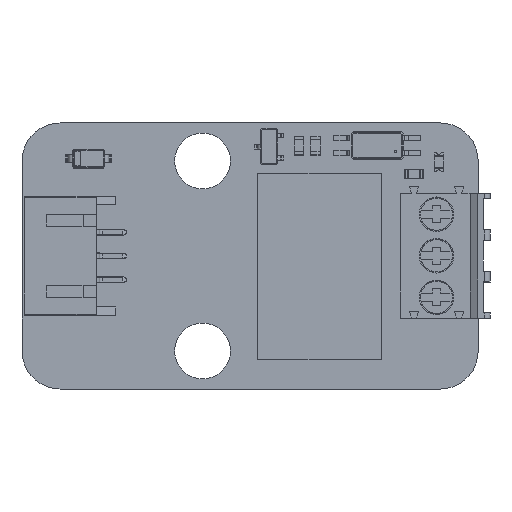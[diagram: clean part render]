
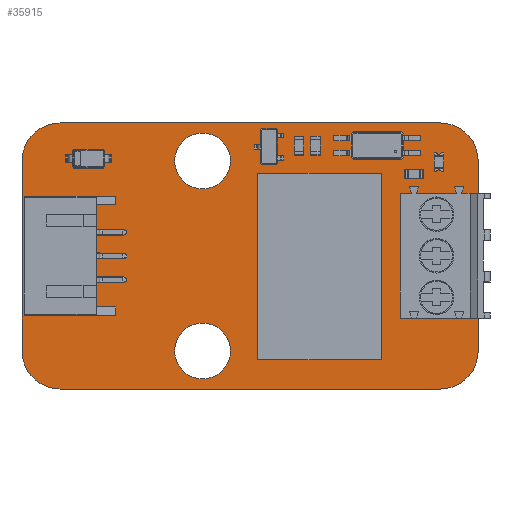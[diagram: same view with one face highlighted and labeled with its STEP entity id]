
A CAD part, top view. The second image highlights one B-rep face of the part: STEP entity #35915.
In plain terms, the highlighted planar face has unit normal (0, 0, 1).
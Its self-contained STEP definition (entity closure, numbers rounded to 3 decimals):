
#35645 = VERTEX_POINT('',#35646);
#35646 = CARTESIAN_POINT('',(84.2,125.5,1.6));
#35652 = EDGE_CURVE('',#35645,#35653,#35655,.T.);
#35653 = VERTEX_POINT('',#35654);
#35654 = CARTESIAN_POINT('',(87.4,122.3,1.6));
#35655 = CIRCLE('',#35656,3.2);
#35656 = AXIS2_PLACEMENT_3D('',#35657,#35658,#35659);
#35657 = CARTESIAN_POINT('',(84.2,122.3,1.6));
#35658 = DIRECTION('',(0.,0.,-1.));
#35659 = DIRECTION('',(0.,1.,0.));
#35687 = VERTEX_POINT('',#35688);
#35688 = CARTESIAN_POINT('',(52.2,125.5,1.6));
#35694 = EDGE_CURVE('',#35687,#35645,#35695,.T.);
#35695 = LINE('',#35696,#35697);
#35696 = CARTESIAN_POINT('',(52.2,125.5,1.6));
#35697 = VECTOR('',#35698,1.);
#35698 = DIRECTION('',(1.,0.,0.));
#35716 = EDGE_CURVE('',#35653,#35717,#35719,.T.);
#35717 = VERTEX_POINT('',#35718);
#35718 = CARTESIAN_POINT('',(87.4,106.3,1.6));
#35719 = LINE('',#35720,#35721);
#35720 = CARTESIAN_POINT('',(87.4,122.3,1.6));
#35721 = VECTOR('',#35722,1.);
#35722 = DIRECTION('',(0.,-1.,0.));
#35915 = ADVANCED_FACE('',(#35916,#35962,#35973,#35984,#35995,#36006,
    #36017,#36028,#36039,#36050,#36061,#36072),#36083,.T.);
#35916 = FACE_BOUND('',#35917,.T.);
#35917 = EDGE_LOOP('',(#35918,#35919,#35920,#35929,#35937,#35946,#35954,
    #35961));
#35918 = ORIENTED_EDGE('',*,*,#35652,.F.);
#35919 = ORIENTED_EDGE('',*,*,#35694,.F.);
#35920 = ORIENTED_EDGE('',*,*,#35921,.F.);
#35921 = EDGE_CURVE('',#35922,#35687,#35924,.T.);
#35922 = VERTEX_POINT('',#35923);
#35923 = CARTESIAN_POINT('',(49.,122.3,1.6));
#35924 = CIRCLE('',#35925,3.2);
#35925 = AXIS2_PLACEMENT_3D('',#35926,#35927,#35928);
#35926 = CARTESIAN_POINT('',(52.2,122.3,1.6));
#35927 = DIRECTION('',(0.,0.,-1.));
#35928 = DIRECTION('',(-1.,0.,-0.));
#35929 = ORIENTED_EDGE('',*,*,#35930,.F.);
#35930 = EDGE_CURVE('',#35931,#35922,#35933,.T.);
#35931 = VERTEX_POINT('',#35932);
#35932 = CARTESIAN_POINT('',(49.,106.3,1.6));
#35933 = LINE('',#35934,#35935);
#35934 = CARTESIAN_POINT('',(49.,106.3,1.6));
#35935 = VECTOR('',#35936,1.);
#35936 = DIRECTION('',(0.,1.,0.));
#35937 = ORIENTED_EDGE('',*,*,#35938,.F.);
#35938 = EDGE_CURVE('',#35939,#35931,#35941,.T.);
#35939 = VERTEX_POINT('',#35940);
#35940 = CARTESIAN_POINT('',(52.2,103.1,1.6));
#35941 = CIRCLE('',#35942,3.2);
#35942 = AXIS2_PLACEMENT_3D('',#35943,#35944,#35945);
#35943 = CARTESIAN_POINT('',(52.2,106.3,1.6));
#35944 = DIRECTION('',(0.,0.,-1.));
#35945 = DIRECTION('',(0.,-1.,0.));
#35946 = ORIENTED_EDGE('',*,*,#35947,.F.);
#35947 = EDGE_CURVE('',#35948,#35939,#35950,.T.);
#35948 = VERTEX_POINT('',#35949);
#35949 = CARTESIAN_POINT('',(84.2,103.1,1.6));
#35950 = LINE('',#35951,#35952);
#35951 = CARTESIAN_POINT('',(84.2,103.1,1.6));
#35952 = VECTOR('',#35953,1.);
#35953 = DIRECTION('',(-1.,0.,0.));
#35954 = ORIENTED_EDGE('',*,*,#35955,.F.);
#35955 = EDGE_CURVE('',#35717,#35948,#35956,.T.);
#35956 = CIRCLE('',#35957,3.2);
#35957 = AXIS2_PLACEMENT_3D('',#35958,#35959,#35960);
#35958 = CARTESIAN_POINT('',(84.2,106.3,1.6));
#35959 = DIRECTION('',(0.,0.,-1.));
#35960 = DIRECTION('',(1.,0.,0.));
#35961 = ORIENTED_EDGE('',*,*,#35716,.F.);
#35962 = FACE_BOUND('',#35963,.T.);
#35963 = EDGE_LOOP('',(#35964));
#35964 = ORIENTED_EDGE('',*,*,#35965,.T.);
#35965 = EDGE_CURVE('',#35966,#35966,#35968,.T.);
#35966 = VERTEX_POINT('',#35967);
#35967 = CARTESIAN_POINT('',(64.2,103.95,1.6));
#35968 = CIRCLE('',#35969,2.35);
#35969 = AXIS2_PLACEMENT_3D('',#35970,#35971,#35972);
#35970 = CARTESIAN_POINT('',(64.2,106.3,1.6));
#35971 = DIRECTION('',(-0.,0.,-1.));
#35972 = DIRECTION('',(-0.,-1.,0.));
#35973 = FACE_BOUND('',#35974,.T.);
#35974 = EDGE_LOOP('',(#35975));
#35975 = ORIENTED_EDGE('',*,*,#35976,.T.);
#35976 = EDGE_CURVE('',#35977,#35977,#35979,.T.);
#35977 = VERTEX_POINT('',#35978);
#35978 = CARTESIAN_POINT('',(70.09,106.75,1.6));
#35979 = CIRCLE('',#35980,0.7);
#35980 = AXIS2_PLACEMENT_3D('',#35981,#35982,#35983);
#35981 = CARTESIAN_POINT('',(70.09,107.45,1.6));
#35982 = DIRECTION('',(-0.,0.,-1.));
#35983 = DIRECTION('',(-0.,-1.,0.));
#35984 = FACE_BOUND('',#35985,.T.);
#35985 = EDGE_LOOP('',(#35986));
#35986 = ORIENTED_EDGE('',*,*,#35987,.T.);
#35987 = EDGE_CURVE('',#35988,#35988,#35990,.T.);
#35988 = VERTEX_POINT('',#35989);
#35989 = CARTESIAN_POINT('',(70.09,109.29,1.6));
#35990 = CIRCLE('',#35991,0.7);
#35991 = AXIS2_PLACEMENT_3D('',#35992,#35993,#35994);
#35992 = CARTESIAN_POINT('',(70.09,109.99,1.6));
#35993 = DIRECTION('',(-0.,0.,-1.));
#35994 = DIRECTION('',(-0.,-1.,0.));
#35995 = FACE_BOUND('',#35996,.T.);
#35996 = EDGE_LOOP('',(#35997));
#35997 = ORIENTED_EDGE('',*,*,#35998,.T.);
#35998 = EDGE_CURVE('',#35999,#35999,#36001,.T.);
#35999 = VERTEX_POINT('',#36000);
#36000 = CARTESIAN_POINT('',(77.71,106.75,1.6));
#36001 = CIRCLE('',#36002,0.7);
#36002 = AXIS2_PLACEMENT_3D('',#36003,#36004,#36005);
#36003 = CARTESIAN_POINT('',(77.71,107.45,1.6));
#36004 = DIRECTION('',(-0.,0.,-1.));
#36005 = DIRECTION('',(0.,-1.,0.));
#36006 = FACE_BOUND('',#36007,.T.);
#36007 = EDGE_LOOP('',(#36008));
#36008 = ORIENTED_EDGE('',*,*,#36009,.T.);
#36009 = EDGE_CURVE('',#36010,#36010,#36012,.T.);
#36010 = VERTEX_POINT('',#36011);
#36011 = CARTESIAN_POINT('',(77.71,109.29,1.6));
#36012 = CIRCLE('',#36013,0.7);
#36013 = AXIS2_PLACEMENT_3D('',#36014,#36015,#36016);
#36014 = CARTESIAN_POINT('',(77.71,109.99,1.6));
#36015 = DIRECTION('',(-0.,0.,-1.));
#36016 = DIRECTION('',(0.,-1.,0.));
#36017 = FACE_BOUND('',#36018,.T.);
#36018 = EDGE_LOOP('',(#36019));
#36019 = ORIENTED_EDGE('',*,*,#36020,.T.);
#36020 = EDGE_CURVE('',#36021,#36021,#36023,.T.);
#36021 = VERTEX_POINT('',#36022);
#36022 = CARTESIAN_POINT('',(83.9,110.3,1.6));
#36023 = CIRCLE('',#36024,0.5);
#36024 = AXIS2_PLACEMENT_3D('',#36025,#36026,#36027);
#36025 = CARTESIAN_POINT('',(83.9,110.8,1.6));
#36026 = DIRECTION('',(-0.,0.,-1.));
#36027 = DIRECTION('',(-0.,-1.,0.));
#36028 = FACE_BOUND('',#36029,.T.);
#36029 = EDGE_LOOP('',(#36030));
#36030 = ORIENTED_EDGE('',*,*,#36031,.T.);
#36031 = EDGE_CURVE('',#36032,#36032,#36034,.T.);
#36032 = VERTEX_POINT('',#36033);
#36033 = CARTESIAN_POINT('',(64.2,119.95,1.6));
#36034 = CIRCLE('',#36035,2.35);
#36035 = AXIS2_PLACEMENT_3D('',#36036,#36037,#36038);
#36036 = CARTESIAN_POINT('',(64.2,122.3,1.6));
#36037 = DIRECTION('',(-0.,0.,-1.));
#36038 = DIRECTION('',(-0.,-1.,0.));
#36039 = FACE_BOUND('',#36040,.T.);
#36040 = EDGE_LOOP('',(#36041));
#36041 = ORIENTED_EDGE('',*,*,#36042,.T.);
#36042 = EDGE_CURVE('',#36043,#36043,#36045,.T.);
#36043 = VERTEX_POINT('',#36044);
#36044 = CARTESIAN_POINT('',(70.09,119.45,1.6));
#36045 = CIRCLE('',#36046,0.7);
#36046 = AXIS2_PLACEMENT_3D('',#36047,#36048,#36049);
#36047 = CARTESIAN_POINT('',(70.09,120.15,1.6));
#36048 = DIRECTION('',(-0.,0.,-1.));
#36049 = DIRECTION('',(-0.,-1.,0.));
#36050 = FACE_BOUND('',#36051,.T.);
#36051 = EDGE_LOOP('',(#36052));
#36052 = ORIENTED_EDGE('',*,*,#36053,.T.);
#36053 = EDGE_CURVE('',#36054,#36054,#36056,.T.);
#36054 = VERTEX_POINT('',#36055);
#36055 = CARTESIAN_POINT('',(83.9,113.8,1.6));
#36056 = CIRCLE('',#36057,0.5);
#36057 = AXIS2_PLACEMENT_3D('',#36058,#36059,#36060);
#36058 = CARTESIAN_POINT('',(83.9,114.3,1.6));
#36059 = DIRECTION('',(-0.,0.,-1.));
#36060 = DIRECTION('',(-0.,-1.,0.));
#36061 = FACE_BOUND('',#36062,.T.);
#36062 = EDGE_LOOP('',(#36063));
#36063 = ORIENTED_EDGE('',*,*,#36064,.T.);
#36064 = EDGE_CURVE('',#36065,#36065,#36067,.T.);
#36065 = VERTEX_POINT('',#36066);
#36066 = CARTESIAN_POINT('',(83.9,117.3,1.6));
#36067 = CIRCLE('',#36068,0.5);
#36068 = AXIS2_PLACEMENT_3D('',#36069,#36070,#36071);
#36069 = CARTESIAN_POINT('',(83.9,117.8,1.6));
#36070 = DIRECTION('',(-0.,0.,-1.));
#36071 = DIRECTION('',(-0.,-1.,0.));
#36072 = FACE_BOUND('',#36073,.T.);
#36073 = EDGE_LOOP('',(#36074));
#36074 = ORIENTED_EDGE('',*,*,#36075,.T.);
#36075 = EDGE_CURVE('',#36076,#36076,#36078,.T.);
#36076 = VERTEX_POINT('',#36077);
#36077 = CARTESIAN_POINT('',(77.71,119.45,1.6));
#36078 = CIRCLE('',#36079,0.7);
#36079 = AXIS2_PLACEMENT_3D('',#36080,#36081,#36082);
#36080 = CARTESIAN_POINT('',(77.71,120.15,1.6));
#36081 = DIRECTION('',(-0.,0.,-1.));
#36082 = DIRECTION('',(0.,-1.,0.));
#36083 = PLANE('',#36084);
#36084 = AXIS2_PLACEMENT_3D('',#36085,#36086,#36087);
#36085 = CARTESIAN_POINT('',(0.,0.,1.6));
#36086 = DIRECTION('',(0.,0.,1.));
#36087 = DIRECTION('',(1.,0.,-0.));
